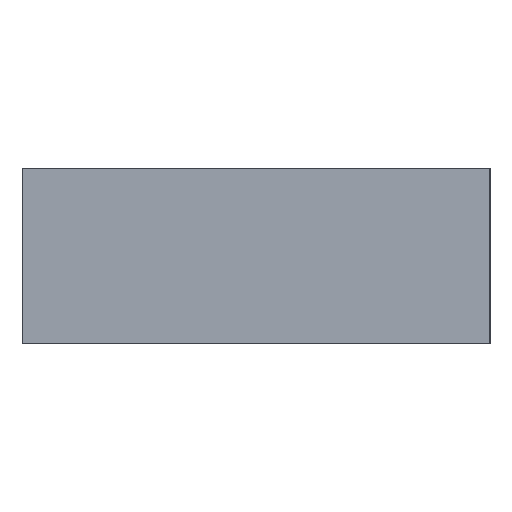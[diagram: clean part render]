
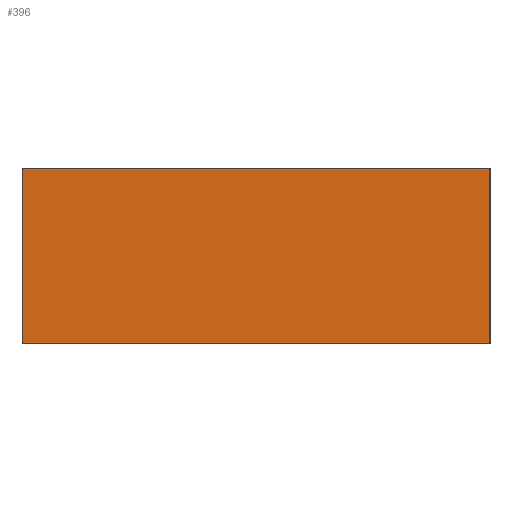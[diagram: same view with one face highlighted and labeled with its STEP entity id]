
A CAD part, left-side view. The second image highlights one B-rep face of the part: STEP entity #396.
In plain terms, the highlighted planar face has unit normal (-1, 0, 0).
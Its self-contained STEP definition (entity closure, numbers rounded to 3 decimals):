
#44=FACE_OUTER_BOUND('',#66,.T.);
#66=EDGE_LOOP('',(#325,#326,#327,#328));
#90=LINE('',#590,#138);
#118=LINE('',#644,#166);
#119=LINE('',#646,#167);
#120=LINE('',#647,#168);
#138=VECTOR('',#486,10.);
#166=VECTOR('',#532,10.);
#167=VECTOR('',#535,10.);
#168=VECTOR('',#536,10.);
#186=VERTEX_POINT('',#587);
#187=VERTEX_POINT('',#589);
#203=VERTEX_POINT('',#640);
#204=VERTEX_POINT('',#642);
#226=EDGE_CURVE('',#186,#187,#90,.T.);
#254=EDGE_CURVE('',#203,#204,#118,.T.);
#255=EDGE_CURVE('',#186,#203,#119,.T.);
#256=EDGE_CURVE('',#187,#204,#120,.T.);
#325=ORIENTED_EDGE('',*,*,#255,.T.);
#326=ORIENTED_EDGE('',*,*,#254,.T.);
#327=ORIENTED_EDGE('',*,*,#256,.F.);
#328=ORIENTED_EDGE('',*,*,#226,.F.);
#376=PLANE('',#440);
#396=ADVANCED_FACE('',(#44),#376,.T.);
#440=AXIS2_PLACEMENT_3D('',#645,#533,#534);
#486=DIRECTION('',(0.,0.,1.));
#532=DIRECTION('',(0.,0.,1.));
#533=DIRECTION('center_axis',(-1.,0.,0.));
#534=DIRECTION('ref_axis',(0.,-1.,0.));
#535=DIRECTION('',(0.,-1.,0.));
#536=DIRECTION('',(0.,-1.,0.));
#587=CARTESIAN_POINT('',(-18.,4.,0.));
#589=CARTESIAN_POINT('',(-18.,4.,3.));
#590=CARTESIAN_POINT('',(-18.,4.,0.));
#640=CARTESIAN_POINT('',(-18.,-4.,0.));
#642=CARTESIAN_POINT('',(-18.,-4.,3.));
#644=CARTESIAN_POINT('',(-18.,-4.,0.));
#645=CARTESIAN_POINT('Origin',(-18.,4.,0.));
#646=CARTESIAN_POINT('',(-18.,4.,0.));
#647=CARTESIAN_POINT('',(-18.,4.,3.));
